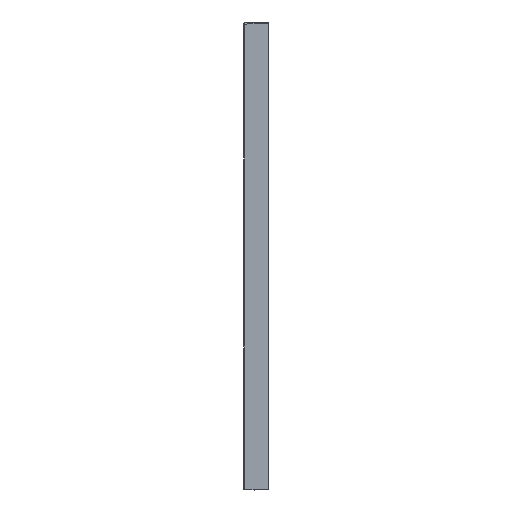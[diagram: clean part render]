
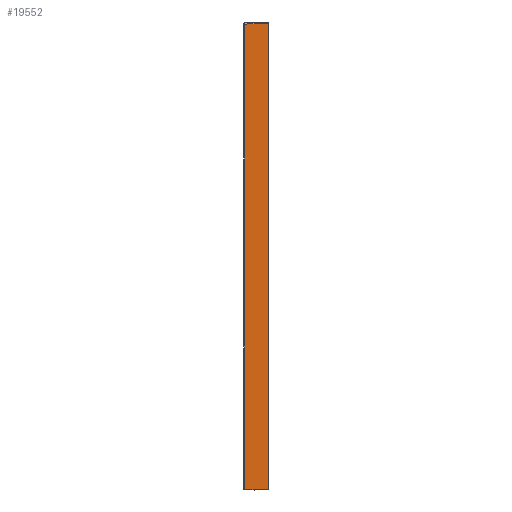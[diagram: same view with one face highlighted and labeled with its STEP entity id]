
A CAD part, left-side view. The second image highlights one B-rep face of the part: STEP entity #19552.
In plain terms, the highlighted planar face has unit normal (-0.999, 0.035, 0).
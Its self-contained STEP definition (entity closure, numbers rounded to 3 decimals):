
#263=CARTESIAN_POINT('',(-600.,-40.,435.501));
#877=DIRECTION('',(-0.035,-0.999,0.));
#878=VECTOR('',#877,38.058);
#879=CARTESIAN_POINT('',(-598.674,-1.965,
-312.5));
#880=LINE('',#879,#878);
#1095=CARTESIAN_POINT('',(-598.671,-1.932,
434.172));
#1096=CARTESIAN_POINT('',(-598.671,-1.938,
422.374));
#1097=CARTESIAN_POINT('',(-598.671,-1.95,
398.741));
#1098=CARTESIAN_POINT('',(-598.672,-1.968,
363.184));
#1099=CARTESIAN_POINT('',(-598.672,-1.98,
339.407));
#1100=CARTESIAN_POINT('',(-598.673,-1.986,
327.5));
#1102=CARTESIAN_POINT('',(-598.673,-1.986,
327.5));
#1142=CARTESIAN_POINT('',(-598.67,-1.986,
-252.5));
#1143=CARTESIAN_POINT('',(-598.67,-1.986,
-221.007));
#1144=CARTESIAN_POINT('',(-598.673,-1.97,
-158.131));
#1145=CARTESIAN_POINT('',(-598.67,-1.933,
-61.464));
#1146=CARTESIAN_POINT('',(-598.67,-1.924,
3.709));
#1147=CARTESIAN_POINT('',(-598.671,-1.93,
37.5));
#1149=DIRECTION('',(0.,0.,1.));
#1150=VECTOR('',#1149,290.);
#1151=CARTESIAN_POINT('',(-598.671,-1.93,
37.5));
#1152=LINE('',#1151,#1150);
#1153=DIRECTION('',(-0.035,-0.999,0.035));
#1154=VECTOR('',#1153,38.115);
#1155=CARTESIAN_POINT('',(-598.671,-1.932,
434.172));
#1156=LINE('',#1155,#1154);
#1157=DIRECTION('',(0.,0.,-1.));
#1158=VECTOR('',#1157,748.001);
#1159=CARTESIAN_POINT('',(-600.,-40.,
435.501));
#1160=LINE('',#1159,#1158);
#1184=DIRECTION('',(0.,0.,-1.));
#1185=VECTOR('',#1184,60.);
#1186=CARTESIAN_POINT('',(-598.67,-1.986,
-252.5));
#1187=LINE('',#1186,#1185);
#16316=CARTESIAN_POINT('',(-598.671,-1.932,
434.172));
#16317=VERTEX_POINT('',#16316);
#16318=VERTEX_POINT('',#263);
#16400=CARTESIAN_POINT('',(-600.,-40.,-312.5));
#16401=VERTEX_POINT('',#16400);
#17613=CARTESIAN_POINT('',(-598.671,-1.93,
37.5));
#17614=VERTEX_POINT('',#17613);
#17615=VERTEX_POINT('',#1102);
#17616=CARTESIAN_POINT('',(-598.674,-1.965,
-312.5));
#17617=VERTEX_POINT('',#17616);
#17618=CARTESIAN_POINT('',(-598.67,-1.986,
-252.5));
#17619=VERTEX_POINT('',#17618);
#19536=CARTESIAN_POINT('',(-599.335,-20.964,
61.501));
#19537=DIRECTION('',(0.999,-0.035,0.));
#19538=DIRECTION('',(0.035,0.999,0.));
#19539=AXIS2_PLACEMENT_3D('',#19536,#19537,#19538);
#19540=PLANE('',#19539);
#19541=ORIENTED_EDGE('',*,*,#19059,.F.);
#19543=ORIENTED_EDGE('',*,*,#19542,.F.);
#19545=ORIENTED_EDGE('',*,*,#19544,.T.);
#19546=ORIENTED_EDGE('',*,*,#19471,.T.);
#19547=ORIENTED_EDGE('',*,*,#19506,.F.);
#19548=ORIENTED_EDGE('',*,*,#18310,.T.);
#19549=ORIENTED_EDGE('',*,*,#18378,.T.);
#19550=EDGE_LOOP('',(#19541,#19543,#19545,#19546,#19547,#19548,#19549));
#19551=FACE_OUTER_BOUND('',#19550,.F.);
#19552=ADVANCED_FACE('',(#19551),#19540,.F.);
#1101=B_SPLINE_CURVE_WITH_KNOTS('',3,(#1095,#1096,#1097,#1098,#1099,#1100),
.UNSPECIFIED.,.F.,.F.,(4,1,1,4),(0.,0.333,0.667,1.),
.UNSPECIFIED.);
#1148=B_SPLINE_CURVE_WITH_KNOTS('',3,(#1142,#1143,#1144,#1145,#1146,#1147),
.UNSPECIFIED.,.F.,.F.,(4,1,1,4),(0.,0.326,0.65,1.),
.UNSPECIFIED.);
#18310=EDGE_CURVE('',#16317,#16318,#1156,.T.);
#18378=EDGE_CURVE('',#16318,#16401,#1160,.T.);
#19059=EDGE_CURVE('',#17617,#16401,#880,.T.);
#19471=EDGE_CURVE('',#17614,#17615,#1152,.T.);
#19506=EDGE_CURVE('',#16317,#17615,#1101,.T.);
#19542=EDGE_CURVE('',#17619,#17617,#1187,.T.);
#19544=EDGE_CURVE('',#17619,#17614,#1148,.T.);
